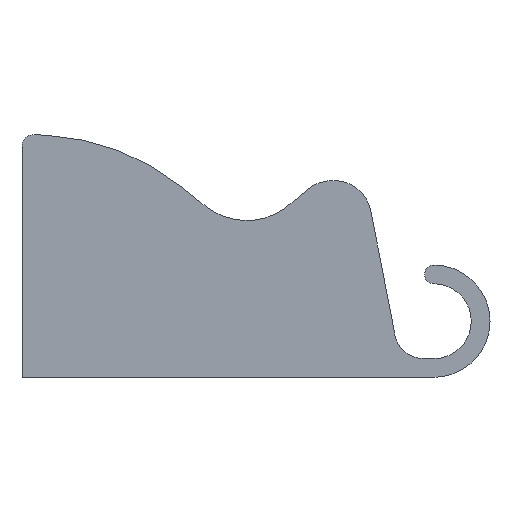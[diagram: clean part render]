
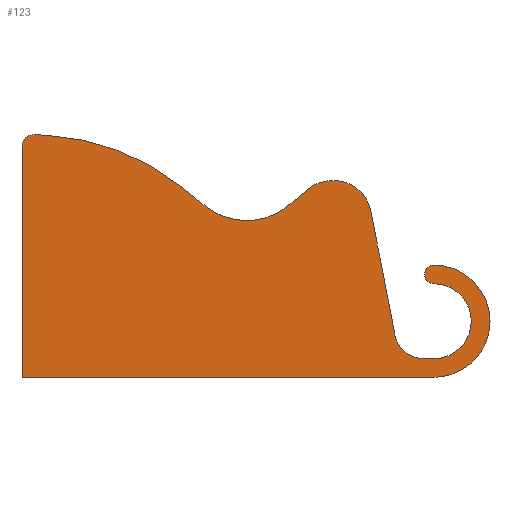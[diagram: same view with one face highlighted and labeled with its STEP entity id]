
A CAD part, front view. The second image highlights one B-rep face of the part: STEP entity #123.
In plain terms, the highlighted planar face has unit normal (0, -1, 0).
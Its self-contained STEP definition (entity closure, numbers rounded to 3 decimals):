
#80=FACE_OUTER_BOUND('',#192,.T.);
#123=ADVANCED_FACE('',(#80),#156,.F.);
#156=PLANE('',#862);
#192=EDGE_LOOP('',(#346,#347,#348,#349,#350,#351,#352,#353,#354,#355,#356,
#357,#358,#359,#360,#361,#362));
#227=CIRCLE('',#835,3.076);
#228=CIRCLE('',#838,62.723);
#229=CIRCLE('',#841,17.777);
#230=CIRCLE('',#844,10.519);
#231=CIRCLE('',#847,9.955);
#232=CIRCLE('',#849,5415.395);
#233=CIRCLE('',#851,7.761);
#234=CIRCLE('',#854,10.);
#235=CIRCLE('',#856,2.5);
#236=CIRCLE('',#858,15.);
#346=ORIENTED_EDGE('',*,*,#615,.F.);
#347=ORIENTED_EDGE('',*,*,#613,.F.);
#348=ORIENTED_EDGE('',*,*,#611,.F.);
#349=ORIENTED_EDGE('',*,*,#609,.F.);
#350=ORIENTED_EDGE('',*,*,#607,.F.);
#351=ORIENTED_EDGE('',*,*,#605,.F.);
#352=ORIENTED_EDGE('',*,*,#603,.F.);
#353=ORIENTED_EDGE('',*,*,#601,.F.);
#354=ORIENTED_EDGE('',*,*,#599,.F.);
#355=ORIENTED_EDGE('',*,*,#597,.F.);
#356=ORIENTED_EDGE('',*,*,#595,.F.);
#357=ORIENTED_EDGE('',*,*,#593,.F.);
#358=ORIENTED_EDGE('',*,*,#591,.F.);
#359=ORIENTED_EDGE('',*,*,#589,.F.);
#360=ORIENTED_EDGE('',*,*,#587,.F.);
#361=ORIENTED_EDGE('',*,*,#585,.F.);
#362=ORIENTED_EDGE('',*,*,#583,.F.);
#506=VERTEX_POINT('',#1194);
#507=VERTEX_POINT('',#1196);
#508=VERTEX_POINT('',#1200);
#509=VERTEX_POINT('',#1204);
#510=VERTEX_POINT('',#1208);
#511=VERTEX_POINT('',#1212);
#512=VERTEX_POINT('',#1216);
#513=VERTEX_POINT('',#1220);
#514=VERTEX_POINT('',#1224);
#515=VERTEX_POINT('',#1228);
#516=VERTEX_POINT('',#1232);
#517=VERTEX_POINT('',#1236);
#518=VERTEX_POINT('',#1240);
#519=VERTEX_POINT('',#1244);
#520=VERTEX_POINT('',#1248);
#521=VERTEX_POINT('',#1252);
#522=VERTEX_POINT('',#1256);
#583=EDGE_CURVE('',#506,#507,#227,.T.);
#585=EDGE_CURVE('',#507,#508,#688,.T.);
#587=EDGE_CURVE('',#508,#509,#228,.T.);
#589=EDGE_CURVE('',#509,#510,#691,.T.);
#591=EDGE_CURVE('',#510,#511,#229,.T.);
#593=EDGE_CURVE('',#511,#512,#694,.T.);
#595=EDGE_CURVE('',#512,#513,#230,.T.);
#597=EDGE_CURVE('',#513,#514,#697,.T.);
#599=EDGE_CURVE('',#514,#515,#231,.T.);
#601=EDGE_CURVE('',#515,#516,#232,.T.);
#603=EDGE_CURVE('',#516,#517,#233,.T.);
#605=EDGE_CURVE('',#517,#518,#702,.T.);
#607=EDGE_CURVE('',#518,#519,#234,.T.);
#609=EDGE_CURVE('',#519,#520,#235,.T.);
#611=EDGE_CURVE('',#520,#521,#236,.T.);
#613=EDGE_CURVE('',#521,#522,#707,.T.);
#615=EDGE_CURVE('',#522,#506,#709,.T.);
#688=LINE('',#1199,#762);
#691=LINE('',#1207,#765);
#694=LINE('',#1215,#768);
#697=LINE('',#1223,#771);
#702=LINE('',#1239,#776);
#707=LINE('',#1255,#781);
#709=LINE('',#1259,#783);
#762=VECTOR('',#948,1.);
#765=VECTOR('',#957,1.);
#768=VECTOR('',#966,1.);
#771=VECTOR('',#975,1.);
#776=VECTOR('',#994,1.);
#781=VECTOR('',#1013,1.);
#783=VECTOR('',#1017,1.);
#835=AXIS2_PLACEMENT_3D('',#1195,#943,#944);
#838=AXIS2_PLACEMENT_3D('',#1203,#952,#953);
#841=AXIS2_PLACEMENT_3D('',#1211,#961,#962);
#844=AXIS2_PLACEMENT_3D('',#1219,#970,#971);
#847=AXIS2_PLACEMENT_3D('',#1227,#979,#980);
#849=AXIS2_PLACEMENT_3D('',#1231,#984,#985);
#851=AXIS2_PLACEMENT_3D('',#1235,#989,#990);
#854=AXIS2_PLACEMENT_3D('',#1243,#998,#999);
#856=AXIS2_PLACEMENT_3D('',#1247,#1003,#1004);
#858=AXIS2_PLACEMENT_3D('',#1251,#1008,#1009);
#862=AXIS2_PLACEMENT_3D('',#1261,#1020,#1021);
#943=DIRECTION('',(0.,1.,0.));
#944=DIRECTION('',(1.,0.,0.));
#948=DIRECTION('',(0.998,0.,-0.055));
#952=DIRECTION('',(0.,1.,0.));
#953=DIRECTION('',(1.,0.,0.));
#957=DIRECTION('',(0.779,0.,-0.627));
#961=DIRECTION('',(0.,-1.,0.));
#962=DIRECTION('',(1.,0.,0.));
#966=DIRECTION('',(0.768,0.,0.64));
#970=DIRECTION('',(0.,1.,0.));
#971=DIRECTION('',(1.,0.,0.));
#975=DIRECTION('',(1.,0.,0.));
#979=DIRECTION('',(0.,1.,0.));
#980=DIRECTION('',(1.,0.,0.));
#984=DIRECTION('',(0.,1.,0.));
#985=DIRECTION('',(1.,0.,0.));
#989=DIRECTION('',(0.,-1.,0.));
#990=DIRECTION('',(1.,0.,0.));
#994=DIRECTION('',(1.,0.,0.));
#998=DIRECTION('',(0.,-1.,0.));
#999=DIRECTION('',(1.,0.,0.));
#1003=DIRECTION('',(0.,1.,0.));
#1004=DIRECTION('',(1.,0.,0.));
#1008=DIRECTION('',(0.,1.,0.));
#1009=DIRECTION('',(1.,0.,0.));
#1013=DIRECTION('',(-1.,0.,0.));
#1017=DIRECTION('',(0.,0.,1.));
#1020=DIRECTION('',(0.,1.,0.));
#1021=DIRECTION('',(0.,0.,1.));
#1194=CARTESIAN_POINT('',(0.,-5.,61.75));
#1195=CARTESIAN_POINT('',(3.076,-5.,61.75));
#1196=CARTESIAN_POINT('',(3.245,-5.,64.821));
#1199=CARTESIAN_POINT('',(3.245,-5.,64.821));
#1200=CARTESIAN_POINT('',(6.755,-5.,64.627));
#1203=CARTESIAN_POINT('',(3.299,-5.,2.));
#1204=CARTESIAN_POINT('',(42.638,-5.,50.852));
#1207=CARTESIAN_POINT('',(42.638,-5.,50.852));
#1208=CARTESIAN_POINT('',(48.885,-5.,45.822));
#1211=CARTESIAN_POINT('',(60.035,-5.,59.668));
#1212=CARTESIAN_POINT('',(69.95,-5.,44.913));
#1215=CARTESIAN_POINT('',(69.95,-5.,44.913));
#1216=CARTESIAN_POINT('',(76.187,-5.,50.112));
#1219=CARTESIAN_POINT('',(82.923,-5.,42.033));
#1220=CARTESIAN_POINT('',(82.923,-5.,52.552));
#1223=CARTESIAN_POINT('',(82.923,-5.,52.552));
#1224=CARTESIAN_POINT('',(83.386,-5.,52.552));
#1227=CARTESIAN_POINT('',(83.386,-5.,42.597));
#1228=CARTESIAN_POINT('',(93.152,-5.,44.526));
#1231=CARTESIAN_POINT('',(-5219.544,-5.,-1005.122));
#1232=CARTESIAN_POINT('',(99.608,-5.,11.304));
#1235=CARTESIAN_POINT('',(107.231,-5.,12.761));
#1236=CARTESIAN_POINT('',(107.231,-5.,5.));
#1239=CARTESIAN_POINT('',(107.231,-5.,5.));
#1240=CARTESIAN_POINT('',(110.,-5.,5.));
#1243=CARTESIAN_POINT('',(110.,-5.,15.));
#1244=CARTESIAN_POINT('',(110.,-5.,25.));
#1247=CARTESIAN_POINT('',(110.,-5.,27.5));
#1248=CARTESIAN_POINT('',(110.,-5.,30.));
#1251=CARTESIAN_POINT('',(110.,-5.,15.));
#1252=CARTESIAN_POINT('',(110.,-5.,0.));
#1255=CARTESIAN_POINT('',(110.,-5.,0.));
#1256=CARTESIAN_POINT('',(0.,-5.,0.));
#1259=CARTESIAN_POINT('',(0.,-5.,5.));
#1261=CARTESIAN_POINT('',(3.076,-5.,61.75));
